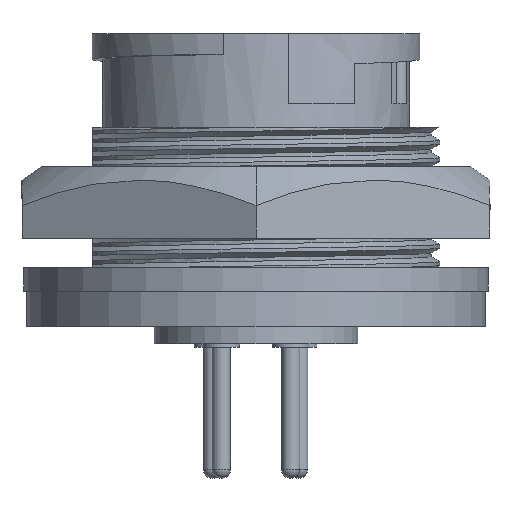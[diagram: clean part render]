
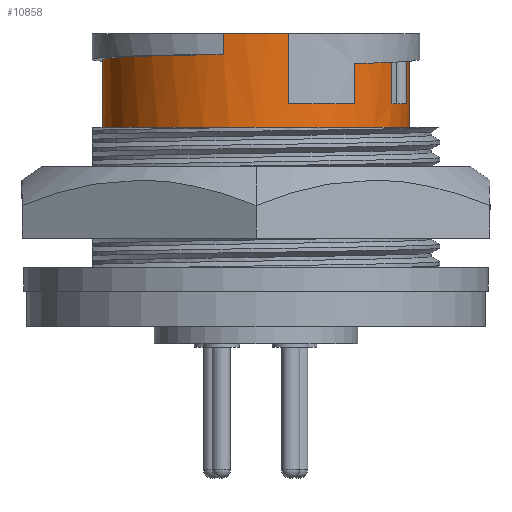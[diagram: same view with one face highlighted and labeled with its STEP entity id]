
A CAD part, front view. The second image highlights one B-rep face of the part: STEP entity #10858.
In plain terms, the highlighted cylindrical face has radius 8.331 mm (diameter 16.662 mm), a partial arc.
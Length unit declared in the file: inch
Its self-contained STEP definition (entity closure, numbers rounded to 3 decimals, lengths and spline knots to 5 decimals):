
#37 =( BOUNDED_CURVE ( )  B_SPLINE_CURVE ( 3, ( #13592, #13593, #13594, #13595 ),
 .UNSPECIFIED., .F., .F. ) 
 B_SPLINE_CURVE_WITH_KNOTS ( ( 4, 4 ),
 ( 4.71239, 6.06812 ),
 .UNSPECIFIED. ) 
 CURVE ( )  GEOMETRIC_REPRESENTATION_ITEM ( )  RATIONAL_B_SPLINE_CURVE ( ( 1., 0.853, 0.853, 1. ) ) 
 REPRESENTATION_ITEM ( '' )  );
#138 =( BOUNDED_CURVE ( )  B_SPLINE_CURVE ( 3, ( #15332, #15331, #15330, #15329 ),
 .UNSPECIFIED., .F., .F. ) 
 B_SPLINE_CURVE_WITH_KNOTS ( ( 4, 4 ),
 ( 3.83641, 4.22958 ),
 .UNSPECIFIED. ) 
 CURVE ( )  GEOMETRIC_REPRESENTATION_ITEM ( )  RATIONAL_B_SPLINE_CURVE ( ( 1., 0.987, 0.987, 1. ) ) 
 REPRESENTATION_ITEM ( '' )  );
#701 = DIRECTION ( 'NONE',  ( 0., 0., 1. ) ) ;
#702 = CARTESIAN_POINT ( 'NONE',  ( -0.328, 0., -0.2 ) ) ;
#703 = LINE ( 'NONE', #702, #18398 ) ;
#735 = LINE ( 'NONE', #887, #18376 ) ;
#844 = DIRECTION ( 'NONE',  ( 0., 0., 1. ) ) ;
#887 = CARTESIAN_POINT ( 'NONE',  ( 0.07, -0.32044, -0.79599 ) ) ;
#3767 = LINE ( 'NONE', #3768, #18621 ) ;
#3768 = CARTESIAN_POINT ( 'NONE',  ( 0.328, 0., -0.2 ) ) ;
#3769 = DIRECTION ( 'NONE',  ( 0., 0., 1. ) ) ;
#5683 = ORIENTED_EDGE ( 'NONE', *, *, #11544, .F. ) ;
#5687 = ORIENTED_EDGE ( 'NONE', *, *, #10649, .F. ) ;
#5688 = ORIENTED_EDGE ( 'NONE', *, *, #11450, .T. ) ;
#5690 = ORIENTED_EDGE ( 'NONE', *, *, #10885, .T. ) ;
#5693 = ORIENTED_EDGE ( 'NONE', *, *, #11533, .T. ) ;
#5694 = ORIENTED_EDGE ( 'NONE', *, *, #10808, .F. ) ;
#5697 = ORIENTED_EDGE ( 'NONE', *, *, #11583, .T. ) ;
#5699 = ORIENTED_EDGE ( 'NONE', *, *, #10622, .F. ) ;
#5700 = ORIENTED_EDGE ( 'NONE', *, *, #11037, .F. ) ;
#5702 = ORIENTED_EDGE ( 'NONE', *, *, #11531, .T. ) ;
#5704 = ORIENTED_EDGE ( 'NONE', *, *, #10671, .T. ) ;
#5705 = ORIENTED_EDGE ( 'NONE', *, *, #11209, .F. ) ;
#5717 = ORIENTED_EDGE ( 'NONE', *, *, #11561, .F. ) ;
#5719 = ORIENTED_EDGE ( 'NONE', *, *, #11420, .F. ) ;
#6472 = CARTESIAN_POINT ( 'NONE',  ( 0.07, -0.32044, 0. ) ) ;
#6474 = CARTESIAN_POINT ( 'NONE',  ( -0.07, -0.32044, 0. ) ) ;
#6476 = CARTESIAN_POINT ( 'NONE',  ( -0.07, -0.32044, -0.04493 ) ) ;
#6489 = CARTESIAN_POINT ( 'NONE',  ( 0.31076, -0.10494, -0.0583 ) ) ;
#6507 = CARTESIAN_POINT ( 'NONE',  ( 0.29051, -0.15228, -0.15 ) ) ;
#6508 = CARTESIAN_POINT ( 'NONE',  ( 0.29051, -0.15228, -0.05979 ) ) ;
#6658 = EDGE_LOOP ( 'NONE', ( #5687, #5688, #5690, #5683, #5694, #5693, #5697, #5699, #5700, #5702, #5704, #5705, #5717, #5719 ) ) ;
#6848 = VERTEX_POINT ( 'NONE', #6508 ) ;
#6849 = VERTEX_POINT ( 'NONE', #6507 ) ;
#6867 = VERTEX_POINT ( 'NONE', #6489 ) ;
#6880 = VERTEX_POINT ( 'NONE', #6476 ) ;
#6882 = VERTEX_POINT ( 'NONE', #6474 ) ;
#6884 = VERTEX_POINT ( 'NONE', #6472 ) ;
#7561 = CARTESIAN_POINT ( 'NONE',  ( -0.328, 0., -0.2 ) ) ;
#7563 = CARTESIAN_POINT ( 'NONE',  ( 0.328, 0., -0.2 ) ) ;
#7588 = CARTESIAN_POINT ( 'NONE',  ( -0.328, 0., -0.055 ) ) ;
#7684 = CARTESIAN_POINT ( 'NONE',  ( 0.07, -0.32044, -0.15 ) ) ;
#7685 = CARTESIAN_POINT ( 'NONE',  ( 0.21, -0.25196, -0.06292 ) ) ;
#7686 = CARTESIAN_POINT ( 'NONE',  ( 0.21, -0.25196, -0.15 ) ) ;
#7727 = CARTESIAN_POINT ( 'NONE',  ( 0.328, 0., -0.055 ) ) ;
#7881 = CARTESIAN_POINT ( 'NONE',  ( 0.31076, -0.10494, -0.15 ) ) ;
#9639 = LINE ( 'NONE', #9640, #14764 ) ;
#9640 = CARTESIAN_POINT ( 'NONE',  ( -0.07, -0.32044, -0.79599 ) ) ;
#9641 = DIRECTION ( 'NONE',  ( 0., 0., 1. ) ) ;
#9715 = LINE ( 'NONE', #9716, #14727 ) ;
#9716 = CARTESIAN_POINT ( 'NONE',  ( 0.29051, -0.15228, -0.15 ) ) ;
#9717 = DIRECTION ( 'NONE',  ( 0., 0., 1. ) ) ;
#10613 = CIRCLE ( 'NONE', #14413, 0.328 ) ;
#10622 = EDGE_CURVE ( 'NONE', #23907, #6848, #138, .T. ) ;
#10649 = EDGE_CURVE ( 'NONE', #23667, #23723, #703, .T. ) ;
#10671 = EDGE_CURVE ( 'NONE', #23905, #6884, #735, .T. ) ;
#10728 = CIRCLE ( 'NONE', #18827, 0.328 ) ;
#10808 = EDGE_CURVE ( 'NONE', #24362, #6867, #22546, .T. ) ;
#10858 = ADVANCED_FACE ( 'NONE', ( #18652 ), #18649, .T. ) ;
#10885 = EDGE_CURVE ( 'NONE', #23670, #24007, #3767, .T. ) ;
#11037 = EDGE_CURVE ( 'NONE', #23908, #23907, #22013, .T. ) ;
#11209 = EDGE_CURVE ( 'NONE', #6882, #6884, #10728, .T. ) ;
#11420 = EDGE_CURVE ( 'NONE', #23723, #6880, #37, .T. ) ;
#11450 = EDGE_CURVE ( 'NONE', #23667, #23670, #10613, .T. ) ;
#11531 = EDGE_CURVE ( 'NONE', #23908, #23905, #18979, .T. ) ;
#11533 = EDGE_CURVE ( 'NONE', #24362, #6849, #18983, .T. ) ;
#11544 = EDGE_CURVE ( 'NONE', #6867, #24007, #23329, .T. ) ;
#11561 = EDGE_CURVE ( 'NONE', #6880, #6882, #9639, .T. ) ;
#11583 = EDGE_CURVE ( 'NONE', #6849, #6848, #9715, .T. ) ;
#12977 = CARTESIAN_POINT ( 'NONE',  ( 0., 0., -0.15 ) ) ;
#12978 = DIRECTION ( 'NONE',  ( 0., 0., -1. ) ) ;
#12979 = DIRECTION ( 'NONE',  ( 1., 0., 0. ) ) ;
#13034 = CARTESIAN_POINT ( 'NONE',  ( 0., 0., -0.15 ) ) ;
#13035 = DIRECTION ( 'NONE',  ( 0., 0., -1. ) ) ;
#13036 = DIRECTION ( 'NONE',  ( 1., 0., 0. ) ) ;
#13085 = CARTESIAN_POINT ( 'NONE',  ( 0.31076, -0.10494, -0.0583 ) ) ;
#13086 = CARTESIAN_POINT ( 'NONE',  ( 0.3222, -0.07106, -0.05723 ) ) ;
#13087 = CARTESIAN_POINT ( 'NONE',  ( 0.328, -0.03577, -0.05612 ) ) ;
#13088 = CARTESIAN_POINT ( 'NONE',  ( 0.328, 0., -0.055 ) ) ;
#13592 = CARTESIAN_POINT ( 'NONE',  ( -0.328, 0., -0.055 ) ) ;
#13593 = CARTESIAN_POINT ( 'NONE',  ( -0.328, -0.16084, -0.04995 ) ) ;
#13594 = CARTESIAN_POINT ( 'NONE',  ( -0.22713, -0.28612, -0.04601 ) ) ;
#13595 = CARTESIAN_POINT ( 'NONE',  ( -0.07, -0.32044, -0.04493 ) ) ;
#14148 = CARTESIAN_POINT ( 'NONE',  ( 0., 0., -0.2 ) ) ;
#14161 = DIRECTION ( 'NONE',  ( 0., 0., 1. ) ) ;
#14162 = DIRECTION ( 'NONE',  ( -1., 0., 0. ) ) ;
#14413 = AXIS2_PLACEMENT_3D ( 'NONE', #14148, #14161, #14162 ) ;
#14612 = AXIS2_PLACEMENT_3D ( 'NONE', #13034, #13035, #13036 ) ;
#14642 = AXIS2_PLACEMENT_3D ( 'NONE', #12977, #12978, #12979 ) ;
#14727 = VECTOR ( 'NONE', #9717, 39.37008 ) ;
#14764 = VECTOR ( 'NONE', #9641, 39.37008 ) ;
#15329 = CARTESIAN_POINT ( 'NONE',  ( 0.29051, -0.15228, -0.05979 ) ) ;
#15330 = CARTESIAN_POINT ( 'NONE',  ( 0.27042, -0.1906, -0.06099 ) ) ;
#15331 = CARTESIAN_POINT ( 'NONE',  ( 0.24324, -0.22426, -0.06205 ) ) ;
#15332 = CARTESIAN_POINT ( 'NONE',  ( 0.21, -0.25196, -0.06292 ) ) ;
#18376 = VECTOR ( 'NONE', #844, 39.37008 ) ;
#18398 = VECTOR ( 'NONE', #701, 39.37008 ) ;
#18447 = VECTOR ( 'NONE', #22548, 39.37008 ) ;
#18488 = VECTOR ( 'NONE', #22015, 39.37008 ) ;
#18621 = VECTOR ( 'NONE', #3769, 39.37008 ) ;
#18649 = CYLINDRICAL_SURFACE ( 'NONE', #18650, 0.328 ) ;
#18650 = AXIS2_PLACEMENT_3D ( 'NONE', #23210, #23211, #23212 ) ;
#18652 = FACE_OUTER_BOUND ( 'NONE', #6658, .T. ) ;
#18827 = AXIS2_PLACEMENT_3D ( 'NONE', #20120, #20121, #20122 ) ;
#18979 = CIRCLE ( 'NONE', #14642, 0.328 ) ;
#18983 = CIRCLE ( 'NONE', #14612, 0.328 ) ;
#20120 = CARTESIAN_POINT ( 'NONE',  ( 0., 0., 0. ) ) ;
#20121 = DIRECTION ( 'NONE',  ( 0., 0., 1. ) ) ;
#20122 = DIRECTION ( 'NONE',  ( 1., 0., 0. ) ) ;
#22013 = LINE ( 'NONE', #22014, #18488 ) ;
#22014 = CARTESIAN_POINT ( 'NONE',  ( 0.21, -0.25196, -0.15 ) ) ;
#22015 = DIRECTION ( 'NONE',  ( 0., 0., 1. ) ) ;
#22546 = LINE ( 'NONE', #22547, #18447 ) ;
#22547 = CARTESIAN_POINT ( 'NONE',  ( 0.31076, -0.10494, -0.15 ) ) ;
#22548 = DIRECTION ( 'NONE',  ( 0., 0., 1. ) ) ;
#23210 = CARTESIAN_POINT ( 'NONE',  ( 0., 0., -0.2 ) ) ;
#23211 = DIRECTION ( 'NONE',  ( 0., 0., 1. ) ) ;
#23212 = DIRECTION ( 'NONE',  ( 1., 0., 0. ) ) ;
#23329 =( BOUNDED_CURVE ( )  B_SPLINE_CURVE ( 3, ( #13085, #13086, #13087, #13088 ),
 .UNSPECIFIED., .F., .F. ) 
 B_SPLINE_CURVE_WITH_KNOTS ( ( 4, 4 ),
 ( 4.38671, 4.71239 ),
 .UNSPECIFIED. ) 
 CURVE ( )  GEOMETRIC_REPRESENTATION_ITEM ( )  RATIONAL_B_SPLINE_CURVE ( ( 1., 0.991, 0.991, 1. ) ) 
 REPRESENTATION_ITEM ( '' )  );
#23667 = VERTEX_POINT ( 'NONE', #7561 ) ;
#23670 = VERTEX_POINT ( 'NONE', #7563 ) ;
#23723 = VERTEX_POINT ( 'NONE', #7588 ) ;
#23905 = VERTEX_POINT ( 'NONE', #7684 ) ;
#23907 = VERTEX_POINT ( 'NONE', #7685 ) ;
#23908 = VERTEX_POINT ( 'NONE', #7686 ) ;
#24007 = VERTEX_POINT ( 'NONE', #7727 ) ;
#24362 = VERTEX_POINT ( 'NONE', #7881 ) ;
